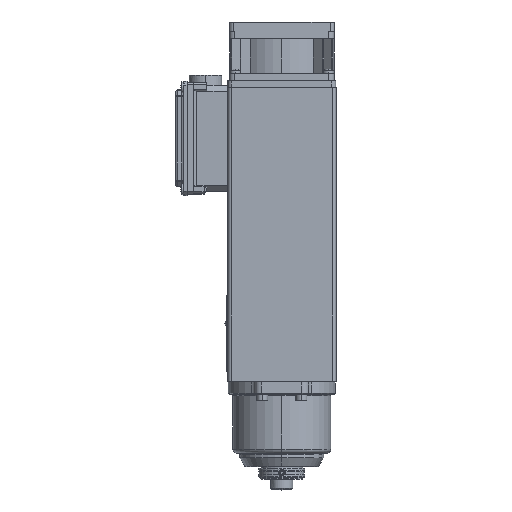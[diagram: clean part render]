
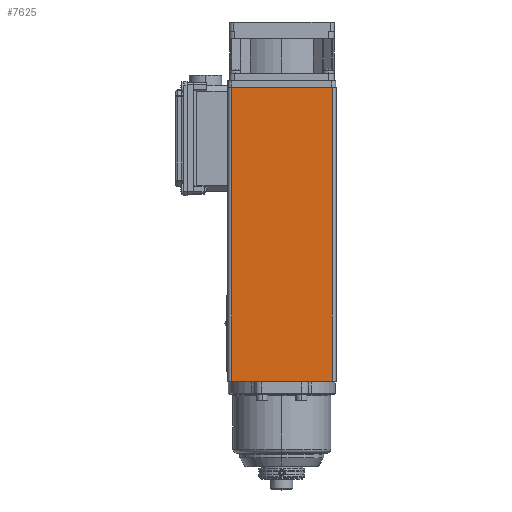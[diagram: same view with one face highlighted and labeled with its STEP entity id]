
A CAD part, top view. The second image highlights one B-rep face of the part: STEP entity #7625.
In plain terms, the highlighted planar face has unit normal (0, 0, 1).
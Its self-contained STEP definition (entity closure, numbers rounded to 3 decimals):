
#7586=CARTESIAN_POINT('',(-41.5,225.,46.5));
#7587=DIRECTION('',(0.,0.,-1.));
#7588=DIRECTION('',(-1.,0.,0.));
#7589=AXIS2_PLACEMENT_3D('',#7586,#7587,#7588);
#7590=PLANE('',#7589);
#7591=CARTESIAN_POINT('',(-38.5,225.,46.5));
#7592=VERTEX_POINT('',#7591);
#7593=CARTESIAN_POINT('',(38.5,225.,46.5));
#7594=VERTEX_POINT('',#7593);
#7595=CARTESIAN_POINT('',(-12386.5,225.,46.5));
#7596=DIRECTION('',(1.,-0.,0.));
#7597=VECTOR('',#7596,24690.);
#7598=LINE('',#7595,#7597);
#7599=EDGE_CURVE('',#7592,#7594,#7598,.T.);
#7600=ORIENTED_EDGE('',*,*,#7599,.F.);
#7601=CARTESIAN_POINT('',(-38.5,0.,46.5));
#7602=VERTEX_POINT('',#7601);
#7603=CARTESIAN_POINT('',(-38.5,12570.,46.5));
#7604=DIRECTION('',(-0.,-1.,-0.));
#7605=VECTOR('',#7604,24690.);
#7606=LINE('',#7603,#7605);
#7607=EDGE_CURVE('',#7592,#7602,#7606,.T.);
#7608=ORIENTED_EDGE('',*,*,#7607,.T.);
#7609=CARTESIAN_POINT('',(38.5,0.,46.5));
#7610=VERTEX_POINT('',#7609);
#7611=CARTESIAN_POINT('',(-12365.75,0.,46.5));
#7612=DIRECTION('',(1.,-0.,-0.));
#7613=VECTOR('',#7612,24690.);
#7614=LINE('',#7611,#7613);
#7615=EDGE_CURVE('',#7602,#7610,#7614,.T.);
#7616=ORIENTED_EDGE('',*,*,#7615,.T.);
#7617=CARTESIAN_POINT('',(38.5,-12120.,46.5));
#7618=DIRECTION('',(0.,1.,0.));
#7619=VECTOR('',#7618,24690.);
#7620=LINE('',#7617,#7619);
#7621=EDGE_CURVE('',#7610,#7594,#7620,.T.);
#7622=ORIENTED_EDGE('',*,*,#7621,.T.);
#7623=EDGE_LOOP('',(#7600,#7608,#7616,#7622));
#7624=FACE_BOUND('',#7623,.T.);
#7625=ADVANCED_FACE('',(#7624),#7590,.F.);
